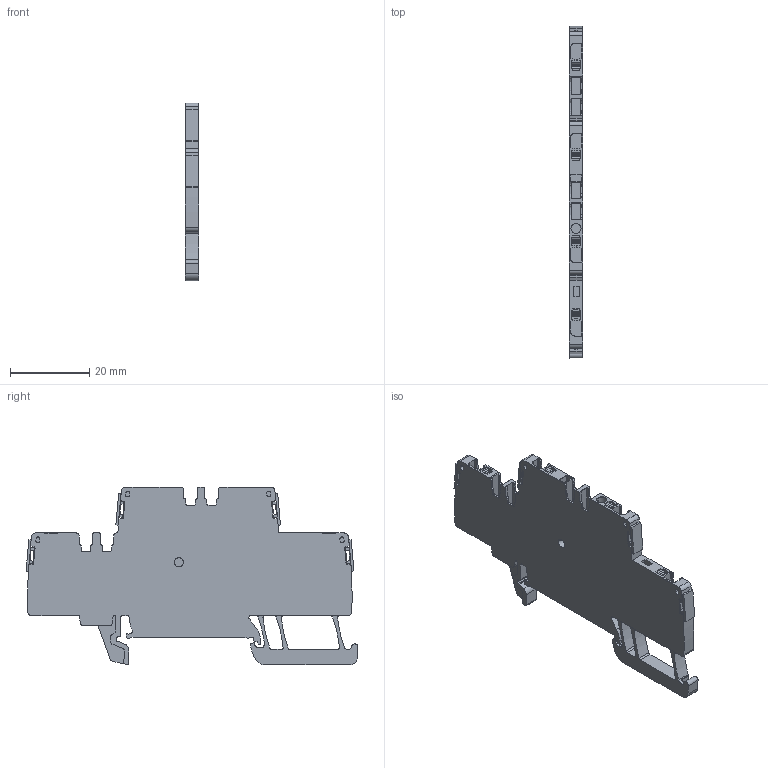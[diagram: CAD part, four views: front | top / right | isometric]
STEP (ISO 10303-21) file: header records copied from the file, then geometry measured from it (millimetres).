
FILE_DESCRIPTION(('CATIA V5R22 STEP214','CAx-IF Rec.Pracs.--- Model Styling and Organization---1.4--- 2014-01-23'),'2;1');
FILE_NAME ('1135640-2_1', '2019-07-05T12:03:33+00:00', ('Weidmueller Interface'), ('Weidmueller'), 'CATIA Version 5-6 Release 2016 SP3 HF44', 'CATIA V5 STEP AP214', 'none');
FILE_SCHEMA(('AUTOMOTIVE_DESIGN { 1 0 10303 214 1 1 1 1 }'));
Length unit declared in the file: millimetre
Products named in the file (1): 2675090000_A2T_1-5_VL_DL
Bounding box: 3.5 x 83.89 x 44.95 mm (x, y, z)
Volume: 7508.7 mm3; surface area: 8683.6 mm2
Topology: 12 solids, 12 shells, 1121 faces, 3153 edges, 2060 vertices
Faces by surface type: plane 600, cylinder 455, extrusion 26, torus 24, sphere 16
Entity records: 36426 total; most frequent: CARTESIAN_POINT 7804, ORIENTED_EDGE 6274, DIRECTION 4707, EDGE_CURVE 3137, VECTOR 2153, LINE 2127, VERTEX_POINT 2060, AXIS2_PLACEMENT_3D 1690
